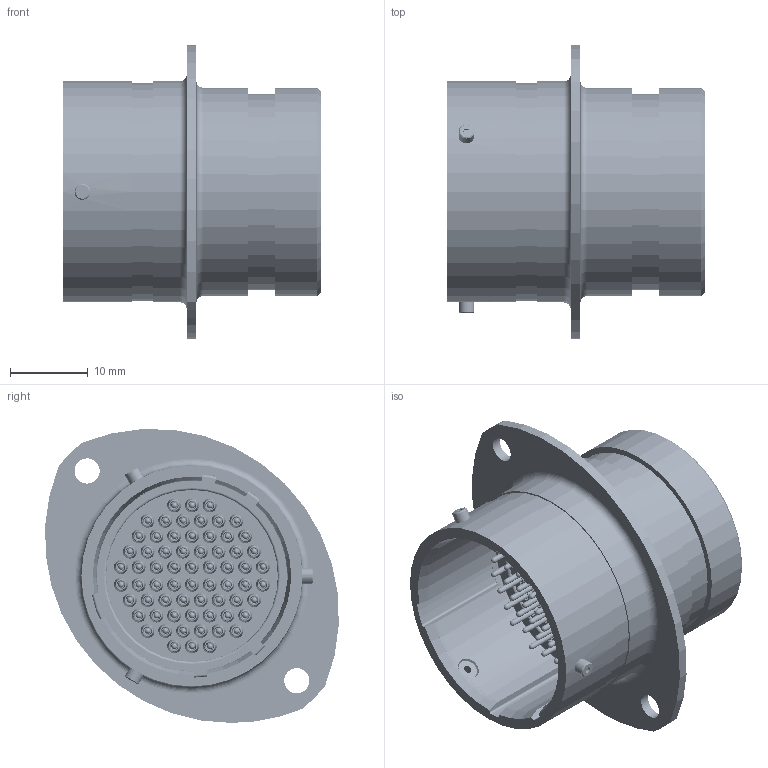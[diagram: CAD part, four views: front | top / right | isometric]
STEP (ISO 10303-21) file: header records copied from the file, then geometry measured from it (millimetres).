
FILE_DESCRIPTION (( 'STEP AP214' ), '1' );
FILE_NAME ('AS018-35PA.STEP', '2016-04-27T12:22:14', ( 'TE Connectivity' ), ( 'TE Connectivity' ), 'SwSTEP 2.0', 'SolidWorks 2014', '' );
FILE_SCHEMA (( 'AUTOMOTIVE_DESIGN' ));
Length unit declared in the file: millimetre
Products named in the file (1): AS018-35PA
Bounding box: 33.31 x 37.8 x 37.85 mm (x, y, z)
Volume: 12111.9 mm3; surface area: 14312.8 mm2
Topology: 75 solids, 75 shells, 2846 faces, 5886 edges, 3332 vertices
Faces by surface type: torus 1212, cylinder 760, cone 548, plane 314, sphere 12
Entity records: 108461 total; most frequent: DIRECTION 16037, CARTESIAN_POINT 12345, ORIENTED_EDGE 11756, AXIS2_PLACEMENT_3D 7352, EDGE_CURVE 5878, CIRCLE 4505, VERTEX_POINT 3332, EDGE_LOOP 3276
